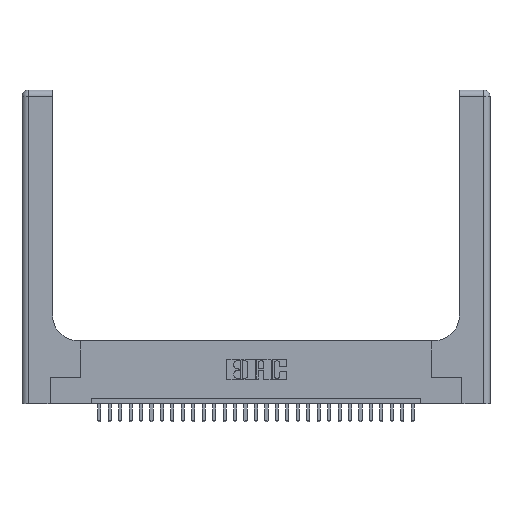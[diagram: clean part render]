
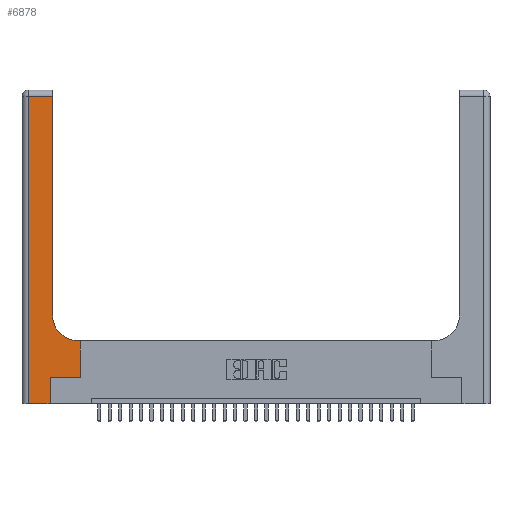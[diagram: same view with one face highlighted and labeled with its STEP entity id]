
A CAD part, top view. The second image highlights one B-rep face of the part: STEP entity #6878.
In plain terms, the highlighted planar face has unit normal (0, 0, 1).
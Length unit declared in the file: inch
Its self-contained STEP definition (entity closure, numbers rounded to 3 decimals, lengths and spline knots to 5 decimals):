
#106 = VECTOR ( 'NONE', #15035, 39.37008 ) ;
#173 = CARTESIAN_POINT ( 'NONE',  ( 0.5585, 0.25, 0.37 ) ) ;
#584 = PLANE ( 'NONE',  #29432 ) ;
#705 = DIRECTION ( 'NONE',  ( 0., 1., 0. ) ) ;
#787 = DIRECTION ( 'NONE',  ( 1., 0., 0. ) ) ;
#1087 = VECTOR ( 'NONE', #705, 39.37008 ) ;
#1224 = VERTEX_POINT ( 'NONE', #173 ) ;
#1574 = CARTESIAN_POINT ( 'NONE',  ( 0.2915, 0.6, 0.37 ) ) ;
#1864 = CARTESIAN_POINT ( 'NONE',  ( 0.06, 3., 0.37 ) ) ;
#2024 = DIRECTION ( 'NONE',  ( -1., 0., 0. ) ) ;
#2182 = LINE ( 'NONE', #24015, #1087 ) ;
#3315 = VERTEX_POINT ( 'NONE', #6249 ) ;
#3521 = AXIS2_PLACEMENT_3D ( 'NONE', #9301, #11972, #27877 ) ;
#3679 = LINE ( 'NONE', #1574, #18268 ) ;
#3820 = ORIENTED_EDGE ( 'NONE', *, *, #26738, .T. ) ;
#3834 = VERTEX_POINT ( 'NONE', #8173 ) ;
#4085 = LINE ( 'NONE', #19209, #17221 ) ;
#4170 = CARTESIAN_POINT ( 'NONE',  ( 0.269, 0.25, 0.37 ) ) ;
#4308 = LINE ( 'NONE', #11851, #9040 ) ;
#4446 = EDGE_CURVE ( 'NONE', #3834, #15222, #8862, .T. ) ;
#5710 = CIRCLE ( 'NONE', #3521, 0.25 ) ;
#6168 = ORIENTED_EDGE ( 'NONE', *, *, #27648, .T. ) ;
#6249 = CARTESIAN_POINT ( 'NONE',  ( 0.5415, 0.6, 0.37 ) ) ;
#6470 = CARTESIAN_POINT ( 'NONE',  ( 0., 3., 0.37 ) ) ;
#6554 = VERTEX_POINT ( 'NONE', #27233 ) ;
#6696 = VERTEX_POINT ( 'NONE', #29155 ) ;
#6878 = ADVANCED_FACE ( 'NONE', ( #21871 ), #584, .F. ) ;
#7195 = ORIENTED_EDGE ( 'NONE', *, *, #7981, .T. ) ;
#7590 = EDGE_CURVE ( 'NONE', #24757, #3834, #2182, .T. ) ;
#7981 = EDGE_CURVE ( 'NONE', #6554, #10200, #4308, .T. ) ;
#8043 = CARTESIAN_POINT ( 'NONE',  ( 0.06, 2.94, 0.37 ) ) ;
#8173 = CARTESIAN_POINT ( 'NONE',  ( 0.2915, 2.94, 0.37 ) ) ;
#8571 = CARTESIAN_POINT ( 'NONE',  ( 0.269, 0.25, 0.37 ) ) ;
#8778 = EDGE_CURVE ( 'NONE', #10200, #1224, #25393, .T. ) ;
#8862 = LINE ( 'NONE', #20006, #106 ) ;
#9040 = VECTOR ( 'NONE', #30107, 39.37008 ) ;
#9301 = CARTESIAN_POINT ( 'NONE',  ( 0.5415, 0.85, 0.37 ) ) ;
#9535 = CARTESIAN_POINT ( 'NONE',  ( 0.2915, 0.85, 0.37 ) ) ;
#10200 = VERTEX_POINT ( 'NONE', #8571 ) ;
#10473 = VECTOR ( 'NONE', #28108, 39.37008 ) ;
#11220 = CARTESIAN_POINT ( 'NONE',  ( 0.5585, 0.6, 0.37 ) ) ;
#11233 = EDGE_LOOP ( 'NONE', ( #14764, #16211, #3820, #26662, #7195, #21128, #13313, #6168, #23962 ) ) ;
#11851 = CARTESIAN_POINT ( 'NONE',  ( 0.269, 0., 0.37 ) ) ;
#11972 = DIRECTION ( 'NONE',  ( 0., 0., -1. ) ) ;
#13313 = ORIENTED_EDGE ( 'NONE', *, *, #24290, .T. ) ;
#14580 = VERTEX_POINT ( 'NONE', #11220 ) ;
#14764 = ORIENTED_EDGE ( 'NONE', *, *, #7590, .T. ) ;
#14863 = LINE ( 'NONE', #26260, #23232 ) ;
#15035 = DIRECTION ( 'NONE',  ( -1., 0., 0. ) ) ;
#15222 = VERTEX_POINT ( 'NONE', #8043 ) ;
#15473 = DIRECTION ( 'NONE',  ( 0., 0., -1. ) ) ;
#16211 = ORIENTED_EDGE ( 'NONE', *, *, #4446, .T. ) ;
#17221 = VECTOR ( 'NONE', #787, 39.37008 ) ;
#18268 = VECTOR ( 'NONE', #20428, 39.37008 ) ;
#19209 = CARTESIAN_POINT ( 'NONE',  ( 0., 0., 0.37 ) ) ;
#20006 = CARTESIAN_POINT ( 'NONE',  ( 0., 2.94, 0.37 ) ) ;
#20428 = DIRECTION ( 'NONE',  ( -1., 0., 0. ) ) ;
#21128 = ORIENTED_EDGE ( 'NONE', *, *, #8778, .T. ) ;
#21871 = FACE_OUTER_BOUND ( 'NONE', #11233, .T. ) ;
#22917 = DIRECTION ( 'NONE',  ( 0., -1., 0. ) ) ;
#23232 = VECTOR ( 'NONE', #28950, 39.37008 ) ;
#23771 = VECTOR ( 'NONE', #22917, 39.37008 ) ;
#23962 = ORIENTED_EDGE ( 'NONE', *, *, #29088, .T. ) ;
#24015 = CARTESIAN_POINT ( 'NONE',  ( 0.2915, 3., 0.37 ) ) ;
#24290 = EDGE_CURVE ( 'NONE', #1224, #14580, #14863, .T. ) ;
#24757 = VERTEX_POINT ( 'NONE', #9535 ) ;
#25393 = LINE ( 'NONE', #4170, #10473 ) ;
#26260 = CARTESIAN_POINT ( 'NONE',  ( 0.5585, 0.25, 0.37 ) ) ;
#26662 = ORIENTED_EDGE ( 'NONE', *, *, #27091, .T. ) ;
#26738 = EDGE_CURVE ( 'NONE', #15222, #6696, #27413, .T. ) ;
#27091 = EDGE_CURVE ( 'NONE', #6696, #6554, #4085, .T. ) ;
#27233 = CARTESIAN_POINT ( 'NONE',  ( 0.269, 0., 0.37 ) ) ;
#27413 = LINE ( 'NONE', #1864, #23771 ) ;
#27648 = EDGE_CURVE ( 'NONE', #14580, #3315, #3679, .T. ) ;
#27877 = DIRECTION ( 'NONE',  ( 1., 0., 0. ) ) ;
#28108 = DIRECTION ( 'NONE',  ( 1., 0., 0. ) ) ;
#28950 = DIRECTION ( 'NONE',  ( 0., 1., 0. ) ) ;
#29088 = EDGE_CURVE ( 'NONE', #3315, #24757, #5710, .T. ) ;
#29155 = CARTESIAN_POINT ( 'NONE',  ( 0.06, 0., 0.37 ) ) ;
#29432 = AXIS2_PLACEMENT_3D ( 'NONE', #6470, #15473, #2024 ) ;
#30107 = DIRECTION ( 'NONE',  ( 0., 1., 0. ) ) ;
